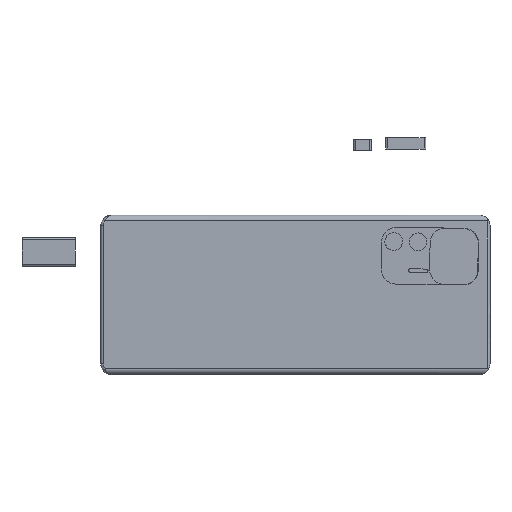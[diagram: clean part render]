
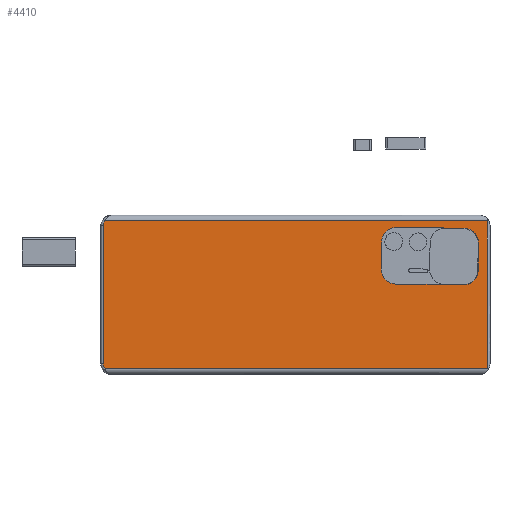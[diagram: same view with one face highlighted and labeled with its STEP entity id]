
A CAD part, front view. The second image highlights one B-rep face of the part: STEP entity #4410.
In plain terms, the highlighted planar face has unit normal (0, -1, 0).
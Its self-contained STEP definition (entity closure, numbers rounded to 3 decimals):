
#10 = CARTESIAN_POINT ( 'NONE',  ( 110.852, 0., 53.7 ) ) ;
#145 = AXIS2_PLACEMENT_3D ( 'NONE', #457, #3855, #2987 ) ;
#237 = VECTOR ( 'NONE', #4246, 1000. ) ;
#293 = LINE ( 'NONE', #344, #355 ) ;
#344 = CARTESIAN_POINT ( 'NONE',  ( -106.148, 0., 0. ) ) ;
#355 = VECTOR ( 'NONE', #4352, 1000. ) ;
#396 = CARTESIAN_POINT ( 'NONE',  ( -101.648, 0., 50.9 ) ) ;
#457 = CARTESIAN_POINT ( 'NONE',  ( -101.648, 0., -27.1 ) ) ;
#489 = AXIS2_PLACEMENT_3D ( 'NONE', #5408, #4587, #3212 ) ;
#746 = ORIENTED_EDGE ( 'NONE', *, *, #1328, .T. ) ;
#755 = CARTESIAN_POINT ( 'NONE',  ( -105.171, 0., -29.9 ) ) ;
#832 = VERTEX_POINT ( 'NONE', #3503 ) ;
#1075 = AXIS2_PLACEMENT_3D ( 'NONE', #396, #3933, #1751 ) ;
#1318 = CARTESIAN_POINT ( 'NONE',  ( 110.852, 0., -29.9 ) ) ;
#1328 = EDGE_CURVE ( 'NONE', #2586, #1813, #1462, .T. ) ;
#1462 = CIRCLE ( 'NONE', #145, 4.5 ) ;
#1540 = VERTEX_POINT ( 'NONE', #2481 ) ;
#1727 = VERTEX_POINT ( 'NONE', #1318 ) ;
#1751 = DIRECTION ( 'NONE',  ( 0., 0., 1. ) ) ;
#1770 = EDGE_CURVE ( 'NONE', #1540, #832, #3540, .T. ) ;
#1801 = CARTESIAN_POINT ( 'NONE',  ( 110.852, 0., 52.766 ) ) ;
#1813 = VERTEX_POINT ( 'NONE', #755 ) ;
#1824 = EDGE_CURVE ( 'NONE', #1727, #1951, #4242, .T. ) ;
#1857 = CARTESIAN_POINT ( 'NONE',  ( 110.852, 0., 24.9 ) ) ;
#1921 = CARTESIAN_POINT ( 'NONE',  ( 110.852, 0., 53.7 ) ) ;
#1951 = VERTEX_POINT ( 'NONE', #10 ) ;
#2481 = CARTESIAN_POINT ( 'NONE',  ( -105.171, 0., 53.7 ) ) ;
#2490 = CARTESIAN_POINT ( 'NONE',  ( 0., 0., 53.7 ) ) ;
#2586 = VERTEX_POINT ( 'NONE', #3266 ) ;
#2779 = CARTESIAN_POINT ( 'NONE',  ( 110.852, 0., 50.9 ) ) ;
#2840 = DIRECTION ( 'NONE',  ( 1., 0., 0. ) ) ;
#2921 = ORIENTED_EDGE ( 'NONE', *, *, #3456, .T. ) ;
#2987 = DIRECTION ( 'NONE',  ( 0., 0., 1. ) ) ;
#3212 = DIRECTION ( 'NONE',  ( 0., 0., 1. ) ) ;
#3266 = CARTESIAN_POINT ( 'NONE',  ( -106.148, 0., -27.1 ) ) ;
#3429 = EDGE_LOOP ( 'NONE', ( #2921, #746, #4485, #3539, #3812, #5400 ) ) ;
#3456 = EDGE_CURVE ( 'NONE', #832, #2586, #293, .T. ) ;
#3503 = CARTESIAN_POINT ( 'NONE',  ( -106.148, 0., 50.9 ) ) ;
#3539 = ORIENTED_EDGE ( 'NONE', *, *, #1824, .T. ) ;
#3540 = CIRCLE ( 'NONE', #1075, 4.5 ) ;
#3603 = CARTESIAN_POINT ( 'NONE',  ( 110.852, 0., -28.034 ) ) ;
#3634 = CARTESIAN_POINT ( 'NONE',  ( 110.852, 0., -27.1 ) ) ;
#3759 = LINE ( 'NONE', #5210, #4482 ) ;
#3812 = ORIENTED_EDGE ( 'NONE', *, *, #5492, .T. ) ;
#3855 = DIRECTION ( 'NONE',  ( 0., -1., 0. ) ) ;
#3933 = DIRECTION ( 'NONE',  ( 0., -1., 0. ) ) ;
#4242 = B_SPLINE_CURVE_WITH_KNOTS ( 'NONE', 3,
 ( #5645, #5211, #3603, #3634, #5436, #1857, #2779, #4552, #1801, #1921 ),
 .UNSPECIFIED., .F., .F.,
 ( 4, 3, 3, 4 ),
 ( -0.087, -0.084, -0.006, -0.003 ),
 .UNSPECIFIED. ) ;
#4246 = DIRECTION ( 'NONE',  ( -1., 0., 0. ) ) ;
#4327 = LINE ( 'NONE', #2490, #237 ) ;
#4352 = DIRECTION ( 'NONE',  ( 0., 0., -1. ) ) ;
#4410 = ADVANCED_FACE ( 'NONE', ( #4973 ), #4470, .F. ) ;
#4470 = PLANE ( 'NONE',  #489 ) ;
#4482 = VECTOR ( 'NONE', #2840, 1000. ) ;
#4485 = ORIENTED_EDGE ( 'NONE', *, *, #4574, .T. ) ;
#4552 = CARTESIAN_POINT ( 'NONE',  ( 110.852, 0., 51.833 ) ) ;
#4574 = EDGE_CURVE ( 'NONE', #1813, #1727, #3759, .T. ) ;
#4587 = DIRECTION ( 'NONE',  ( 0., 1., 0. ) ) ;
#4973 = FACE_OUTER_BOUND ( 'NONE', #3429, .T. ) ;
#5210 = CARTESIAN_POINT ( 'NONE',  ( 0., 0., -29.9 ) ) ;
#5211 = CARTESIAN_POINT ( 'NONE',  ( 110.852, 0., -28.967 ) ) ;
#5400 = ORIENTED_EDGE ( 'NONE', *, *, #1770, .T. ) ;
#5408 = CARTESIAN_POINT ( 'NONE',  ( 0., 0., 0. ) ) ;
#5436 = CARTESIAN_POINT ( 'NONE',  ( 110.852, 0., -1.1 ) ) ;
#5492 = EDGE_CURVE ( 'NONE', #1951, #1540, #4327, .T. ) ;
#5645 = CARTESIAN_POINT ( 'NONE',  ( 110.852, 0., -29.9 ) ) ;
